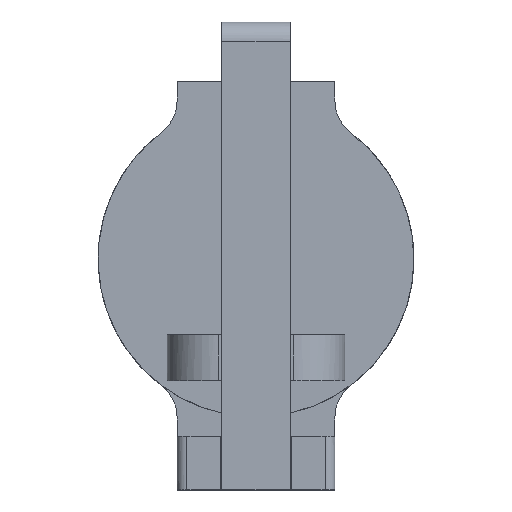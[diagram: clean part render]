
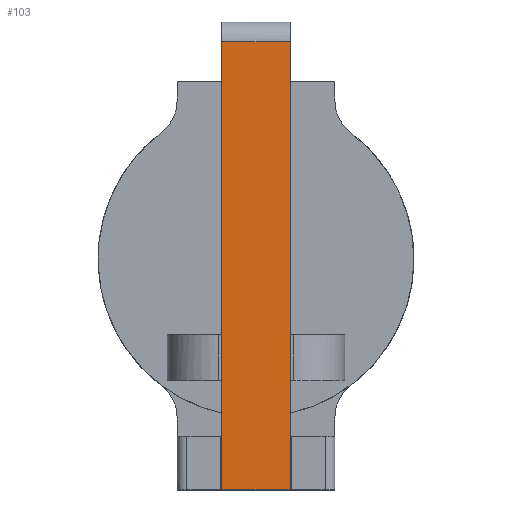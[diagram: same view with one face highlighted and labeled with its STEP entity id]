
A CAD part, top view. The second image highlights one B-rep face of the part: STEP entity #103.
In plain terms, the highlighted free-form (B-spline) face has degree [2, 1] with [3, 2] control points.
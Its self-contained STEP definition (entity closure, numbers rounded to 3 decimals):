
#103=ADVANCED_FACE('',(#166),#1909,.T.);
#166=FACE_OUTER_BOUND('',#229,.T.);
#229=EDGE_LOOP('',(#464,#465,#466,#467));
#464=ORIENTED_EDGE('',*,*,#1715,.T.);
#465=ORIENTED_EDGE('',*,*,#1716,.T.);
#466=ORIENTED_EDGE('',*,*,#1717,.T.);
#467=ORIENTED_EDGE('',*,*,#1713,.F.);
#767=PCURVE('',#1908,#1073);
#770=PCURVE('',#1909,#1076);
#771=PCURVE('',#1909,#1077);
#772=PCURVE('',#1909,#1078);
#773=PCURVE('',#1909,#1079);
#777=PCURVE('',#1910,#1083);
#798=PCURVE('',#1871,#1104);
#813=PCURVE('',#1872,#1119);
#1073=DEFINITIONAL_REPRESENTATION('',(#1365),#4289);
#1076=DEFINITIONAL_REPRESENTATION('',(#1368),#4289);
#1077=DEFINITIONAL_REPRESENTATION('',(#1369),#4289);
#1078=DEFINITIONAL_REPRESENTATION('',(#1370),#4289);
#1079=DEFINITIONAL_REPRESENTATION('',(#1371),#4289);
#1083=DEFINITIONAL_REPRESENTATION('',(#1375),#4289);
#1104=DEFINITIONAL_REPRESENTATION('',(#2125),#4289);
#1119=DEFINITIONAL_REPRESENTATION('',(#2141),#4289);
#1365=B_SPLINE_CURVE_WITH_KNOTS('',1,(#3697,#3698),.UNSPECIFIED.,.F.,.F.,
(2,2),(0.,34.5),.UNSPECIFIED.);
#1368=B_SPLINE_CURVE_WITH_KNOTS('',1,(#3709,#3710),.UNSPECIFIED.,.F.,.F.,
(2,2),(-1241.296,-678.106),.UNSPECIFIED.);
#1369=B_SPLINE_CURVE_WITH_KNOTS('',1,(#3713,#3714),.UNSPECIFIED.,.F.,.F.,
(2,2),(0.,34.5),.UNSPECIFIED.);
#1370=B_SPLINE_CURVE_WITH_KNOTS('',1,(#3718,#3719),.UNSPECIFIED.,.F.,.F.,
(2,2),(678.106,1241.296),.UNSPECIFIED.);
#1371=B_SPLINE_CURVE_WITH_KNOTS('',1,(#3720,#3721),.UNSPECIFIED.,.F.,.F.,
(2,2),(0.,34.5),.UNSPECIFIED.);
#1375=B_SPLINE_CURVE_WITH_KNOTS('',1,(#3736,#3737),.UNSPECIFIED.,.F.,.F.,
(2,2),(0.,34.5),.UNSPECIFIED.);
#1560=SURFACE_CURVE('',#2101,(#767,#773),.PCURVE_S1.);
#1562=SURFACE_CURVE('',#2103,(#770,#798),.PCURVE_S1.);
#1563=SURFACE_CURVE('',#2104,(#771,#777),.PCURVE_S1.);
#1564=SURFACE_CURVE('',#2105,(#772,#813),.PCURVE_S1.);
#1713=EDGE_CURVE('',#1829,#1830,#1560,.T.);
#1715=EDGE_CURVE('',#1829,#1831,#1562,.T.);
#1716=EDGE_CURVE('',#1831,#1832,#1563,.T.);
#1717=EDGE_CURVE('',#1832,#1830,#1564,.T.);
#1829=VERTEX_POINT('',#3590);
#1830=VERTEX_POINT('',#3591);
#1831=VERTEX_POINT('',#3592);
#1832=VERTEX_POINT('',#3593);
#1871=B_SPLINE_SURFACE_WITH_KNOTS('',1,1,((#3560,#3561),(#3562,#3563)),
 .UNSPECIFIED.,.F.,.F.,.F.,(2,2),(2,2),(-4.313,38.813),(-43.651,
252.599),.UNSPECIFIED.);
#1872=B_SPLINE_SURFACE_WITH_KNOTS('',1,1,((#3564,#3565),(#3566,#3567)),
 .UNSPECIFIED.,.F.,.F.,.F.,(2,2),(2,2),(-43.651,252.599),
(-4.313,38.813),.UNSPECIFIED.);
#1908=(
BOUNDED_SURFACE()
B_SPLINE_SURFACE(2,1,((#3514,#3515),(#3516,#3517),(#3518,#3519)),
 .UNSPECIFIED.,.F.,.F.,.F.)
B_SPLINE_SURFACE_WITH_KNOTS((3,3),(2,2),(-1275.796,-1241.296),
(0.,34.5),.UNSPECIFIED.)
GEOMETRIC_REPRESENTATION_ITEM()
RATIONAL_B_SPLINE_SURFACE(((1.,1.),(1.,1.),(1.,1.)))
REPRESENTATION_ITEM('')
SURFACE()
);
#1909=(
BOUNDED_SURFACE()
B_SPLINE_SURFACE(2,1,((#3520,#3521),(#3522,#3523),(#3524,#3525)),
 .UNSPECIFIED.,.F.,.F.,.F.)
B_SPLINE_SURFACE_WITH_KNOTS((3,3),(2,2),(-1241.296,-678.106),
(0.,34.5),.UNSPECIFIED.)
GEOMETRIC_REPRESENTATION_ITEM()
RATIONAL_B_SPLINE_SURFACE(((1.,1.),(1.,1.),(1.,1.)))
REPRESENTATION_ITEM('')
SURFACE()
);
#1910=(
BOUNDED_SURFACE()
B_SPLINE_SURFACE(2,1,((#3526,#3527),(#3528,#3529),(#3530,#3531)),
 .UNSPECIFIED.,.F.,.F.,.F.)
B_SPLINE_SURFACE_WITH_KNOTS((3,3),(2,2),(-678.106,-662.398),
(0.,34.5),.UNSPECIFIED.)
GEOMETRIC_REPRESENTATION_ITEM()
RATIONAL_B_SPLINE_SURFACE(((1.,1.),(0.707,0.707),
(1.,1.)))
REPRESENTATION_ITEM('')
SURFACE()
);
#2101=(
BOUNDED_CURVE()
B_SPLINE_CURVE(1,(#3695,#3696),.UNSPECIFIED.,.F.,.F.)
B_SPLINE_CURVE_WITH_KNOTS((2,2),(0.,34.5),.UNSPECIFIED.)
CURVE()
GEOMETRIC_REPRESENTATION_ITEM()
RATIONAL_B_SPLINE_CURVE((1.,1.))
REPRESENTATION_ITEM('')
);
#2103=(
BOUNDED_CURVE()
B_SPLINE_CURVE(2,(#3706,#3707,#3708),.UNSPECIFIED.,.F.,.F.)
B_SPLINE_CURVE_WITH_KNOTS((3,3),(-1241.296,-678.106),
 .UNSPECIFIED.)
CURVE()
GEOMETRIC_REPRESENTATION_ITEM()
RATIONAL_B_SPLINE_CURVE((1.,1.,1.))
REPRESENTATION_ITEM('')
);
#2104=(
BOUNDED_CURVE()
B_SPLINE_CURVE(1,(#3711,#3712),.UNSPECIFIED.,.F.,.F.)
B_SPLINE_CURVE_WITH_KNOTS((2,2),(0.,34.5),.UNSPECIFIED.)
CURVE()
GEOMETRIC_REPRESENTATION_ITEM()
RATIONAL_B_SPLINE_CURVE((1.,1.))
REPRESENTATION_ITEM('')
);
#2105=(
BOUNDED_CURVE()
B_SPLINE_CURVE(2,(#3715,#3716,#3717),.UNSPECIFIED.,.F.,.F.)
B_SPLINE_CURVE_WITH_KNOTS((3,3),(678.106,1241.296),
 .UNSPECIFIED.)
CURVE()
GEOMETRIC_REPRESENTATION_ITEM()
RATIONAL_B_SPLINE_CURVE((1.,1.,1.))
REPRESENTATION_ITEM('')
);
#2125=(
BOUNDED_CURVE()
B_SPLINE_CURVE(2,(#3818,#3819,#3820),.UNSPECIFIED.,.F.,.F.)
B_SPLINE_CURVE_WITH_KNOTS((3,3),(-1241.296,-678.106),
 .UNSPECIFIED.)
CURVE()
GEOMETRIC_REPRESENTATION_ITEM()
RATIONAL_B_SPLINE_CURVE((1.,1.,1.))
REPRESENTATION_ITEM('')
);
#2141=(
BOUNDED_CURVE()
B_SPLINE_CURVE(2,(#3876,#3877,#3878),.UNSPECIFIED.,.F.,.F.)
B_SPLINE_CURVE_WITH_KNOTS((3,3),(678.106,1241.296),
 .UNSPECIFIED.)
CURVE()
GEOMETRIC_REPRESENTATION_ITEM()
RATIONAL_B_SPLINE_CURVE((1.,1.,1.))
REPRESENTATION_ITEM('')
);
#3514=CARTESIAN_POINT('',(17.25,-117.,70.));
#3515=CARTESIAN_POINT('',(-17.25,-117.,70.));
#3516=CARTESIAN_POINT('',(17.25,-117.,87.25));
#3517=CARTESIAN_POINT('',(-17.25,-117.,87.25));
#3518=CARTESIAN_POINT('',(17.25,-117.,104.5));
#3519=CARTESIAN_POINT('',(-17.25,-117.,104.5));
#3520=CARTESIAN_POINT('',(17.25,-117.,104.5));
#3521=CARTESIAN_POINT('',(-17.25,-117.,104.5));
#3522=CARTESIAN_POINT('',(17.25,-3.5,104.5));
#3523=CARTESIAN_POINT('',(-17.25,-3.5,104.5));
#3524=CARTESIAN_POINT('',(17.25,110.,104.5));
#3525=CARTESIAN_POINT('',(-17.25,110.,104.5));
#3526=CARTESIAN_POINT('',(17.25,110.,104.5));
#3527=CARTESIAN_POINT('',(-17.25,110.,104.5));
#3528=CARTESIAN_POINT('',(17.25,120.,104.5));
#3529=CARTESIAN_POINT('',(-17.25,120.,104.5));
#3530=CARTESIAN_POINT('',(17.25,120.,94.5));
#3531=CARTESIAN_POINT('',(-17.25,120.,94.5));
#3560=CARTESIAN_POINT('',(17.25,149.625,65.688));
#3561=CARTESIAN_POINT('',(17.25,-146.625,65.688));
#3562=CARTESIAN_POINT('',(17.25,149.625,108.813));
#3563=CARTESIAN_POINT('',(17.25,-146.625,108.813));
#3564=CARTESIAN_POINT('',(-17.25,149.625,65.688));
#3565=CARTESIAN_POINT('',(-17.25,149.625,108.813));
#3566=CARTESIAN_POINT('',(-17.25,-146.625,65.688));
#3567=CARTESIAN_POINT('',(-17.25,-146.625,108.813));
#3590=CARTESIAN_POINT('',(17.25,-117.,104.5));
#3591=CARTESIAN_POINT('',(-17.25,-117.,104.5));
#3592=CARTESIAN_POINT('',(17.25,110.,104.5));
#3593=CARTESIAN_POINT('',(-17.25,110.,104.5));
#3695=CARTESIAN_POINT('',(17.25,-117.,104.5));
#3696=CARTESIAN_POINT('',(-17.25,-117.,104.5));
#3697=CARTESIAN_POINT('',(-1241.296,0.));
#3698=CARTESIAN_POINT('',(-1241.296,34.5));
#3706=CARTESIAN_POINT('',(17.25,-117.,104.5));
#3707=CARTESIAN_POINT('',(17.25,-3.5,104.5));
#3708=CARTESIAN_POINT('',(17.25,110.,104.5));
#3709=CARTESIAN_POINT('',(-1241.296,0.));
#3710=CARTESIAN_POINT('',(-678.106,0.));
#3711=CARTESIAN_POINT('',(17.25,110.,104.5));
#3712=CARTESIAN_POINT('',(-17.25,110.,104.5));
#3713=CARTESIAN_POINT('',(-678.106,0.));
#3714=CARTESIAN_POINT('',(-678.106,34.5));
#3715=CARTESIAN_POINT('',(-17.25,110.,104.5));
#3716=CARTESIAN_POINT('',(-17.25,-3.5,104.5));
#3717=CARTESIAN_POINT('',(-17.25,-117.,104.5));
#3718=CARTESIAN_POINT('',(-678.106,34.5));
#3719=CARTESIAN_POINT('',(-1241.296,34.5));
#3720=CARTESIAN_POINT('',(-1241.296,0.));
#3721=CARTESIAN_POINT('',(-1241.296,34.5));
#3736=CARTESIAN_POINT('',(-678.106,0.));
#3737=CARTESIAN_POINT('',(-678.106,34.5));
#3818=CARTESIAN_POINT('',(34.5,222.974));
#3819=CARTESIAN_POINT('',(34.5,109.474));
#3820=CARTESIAN_POINT('',(34.5,-4.026));
#3876=CARTESIAN_POINT('',(-4.026,34.5));
#3877=CARTESIAN_POINT('',(109.474,34.5));
#3878=CARTESIAN_POINT('',(222.974,34.5));
#4289=(
GEOMETRIC_REPRESENTATION_CONTEXT(2)
PARAMETRIC_REPRESENTATION_CONTEXT()
REPRESENTATION_CONTEXT('pspace','')
);
